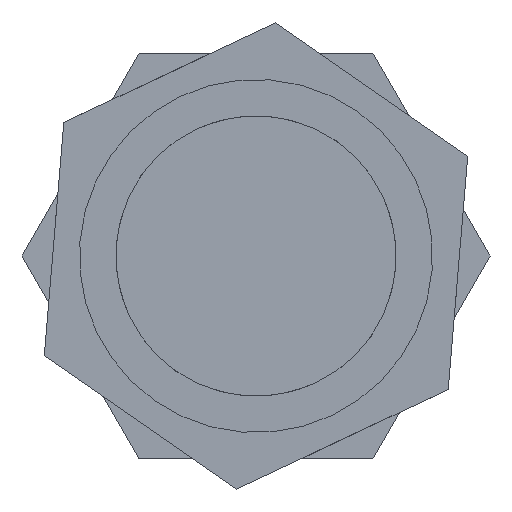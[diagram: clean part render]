
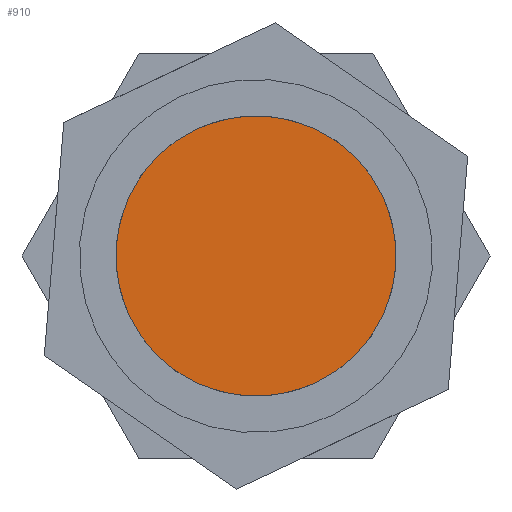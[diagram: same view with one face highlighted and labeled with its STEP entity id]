
A CAD part, front view. The second image highlights one B-rep face of the part: STEP entity #910.
In plain terms, the highlighted planar face has unit normal (0, -1, 0).
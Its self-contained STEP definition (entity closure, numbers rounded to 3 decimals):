
#240=ORIENTED_EDGE('',*,*,#341,.T.);
#341=EDGE_CURVE('',#411,#411,#457,.T.);
#411=VERTEX_POINT('',#1363);
#457=CIRCLE('',#993,25.5);
#526=EDGE_LOOP('',(#240));
#610=FACE_BOUND('',#526,.T.);
#655=PLANE('',#1003);
#910=ADVANCED_FACE('',(#610),#655,.T.);
#993=AXIS2_PLACEMENT_3D('',#1362,#1154,#1155);
#1003=AXIS2_PLACEMENT_3D('',#1377,#1174,#1175);
#1154=DIRECTION('',(0.,-1.,0.));
#1155=DIRECTION('',(0.,0.,-1.));
#1174=DIRECTION('',(0.,-1.,0.));
#1175=DIRECTION('',(0.,0.,-1.));
#1362=CARTESIAN_POINT('',(0.,41.5,0.));
#1363=CARTESIAN_POINT('',(0.,41.5,-25.5));
#1377=CARTESIAN_POINT('',(0.,41.5,0.));
